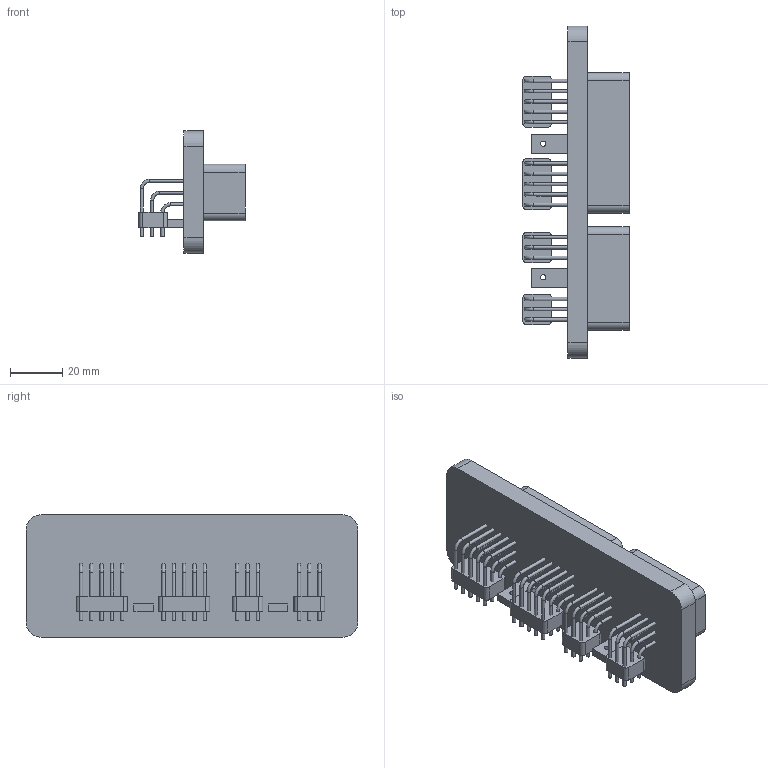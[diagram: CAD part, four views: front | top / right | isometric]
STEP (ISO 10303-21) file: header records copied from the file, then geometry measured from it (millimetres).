
FILE_DESCRIPTION(('FreeCAD Model'),'2;1');
FILE_NAME( '48pin_se.step' ,'2016-03-30T16:19:11',('Author'),(''), 'Open CASCADE STEP processor 6.8','FreeCAD','Unknown');
FILE_SCHEMA(('AUTOMOTIVE_DESIGN_CC2 { 1 2 10303 214 -1 1 5 4 }'));
Length unit declared in the file: millimetre
Products named in the file (6): ASSEMBLY; mountingholes; 30pin_ferrite; 18pin_ferrite; 30Pins; 18Pins
Assembly tree (5 placements, depth 2):
  ASSEMBLY
    mountingholes
    30pin_ferrite
    18pin_ferrite
    30Pins
    18Pins
Bounding box: 40.81 x 127.5 x 47 mm (x, y, z)
Volume: 59774.2 mm3; surface area: 35743 mm2
Topology: 53 solids, 53 shells, 346 faces, 594 edges, 364 vertices
Faces by surface type: plane 160, cylinder 138, torus 48
Full cylindrical faces by diameter (mm): 1.25 x96, 2 x2, 3 x2, 10 x2
Entity records: 16701 total; most frequent: CARTESIAN_POINT 3770, DIRECTION 2398, ORIENTED_EDGE 1188, PCURVE 1188, DEFINITIONAL_REPRESENTATION 1188, LINE 1038, VECTOR 1038, AXIS2_PLACEMENT_3D 676
